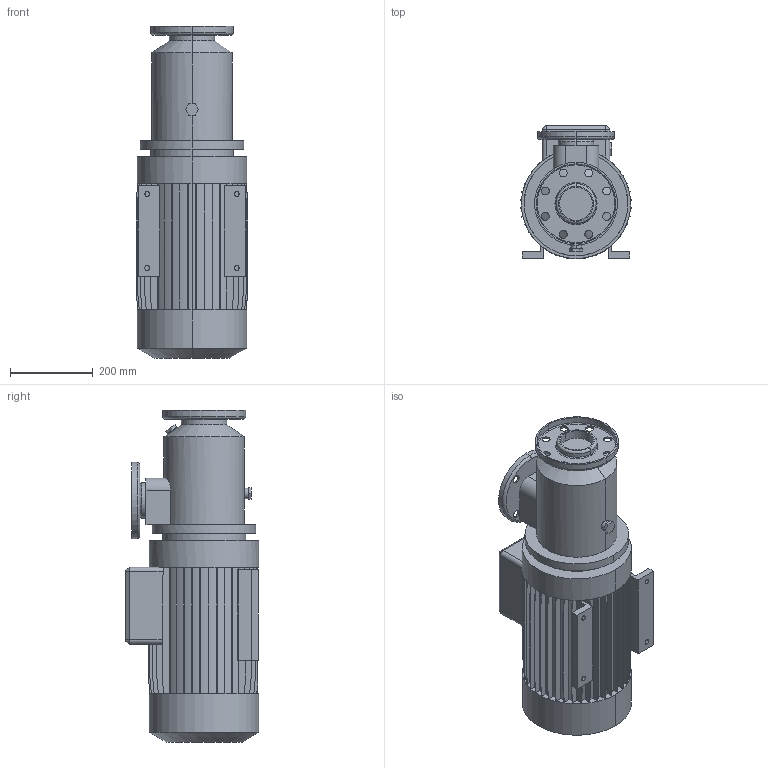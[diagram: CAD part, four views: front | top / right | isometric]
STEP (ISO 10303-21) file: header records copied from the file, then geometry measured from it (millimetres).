
FILE_DESCRIPTION (( 'STEP AP203' ), '1' );
FILE_NAME ('10017486swp00.step', '2023-04-28T07:15:55', ( '' ), ( '' ), 'SwSTEP 2.0', 'SolidWorks 2020', '' );
FILE_SCHEMA (( 'CONFIG_CONTROL_DESIGN' ));
Length unit declared in the file: millimetre
Products named in the file (1): 10017486swp00
Bounding box: 267.77 x 321.7 x 800 mm (x, y, z)
Volume: 35234681.9 mm3; surface area: 1323516.6 mm2
Topology: 2 solids, 2 shells, 410 faces, 1133 edges, 742 vertices
Faces by surface type: plane 274, cylinder 110, torus 16, cone 10
Entity records: 13461 total; most frequent: CARTESIAN_POINT 2629, ORIENTED_EDGE 2266, DIRECTION 2209, EDGE_CURVE 1133, VECTOR 857, LINE 857, VERTEX_POINT 742, AXIS2_PLACEMENT_3D 676
